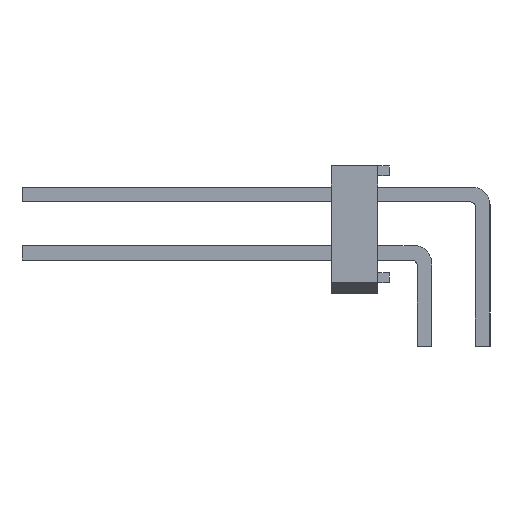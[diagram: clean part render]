
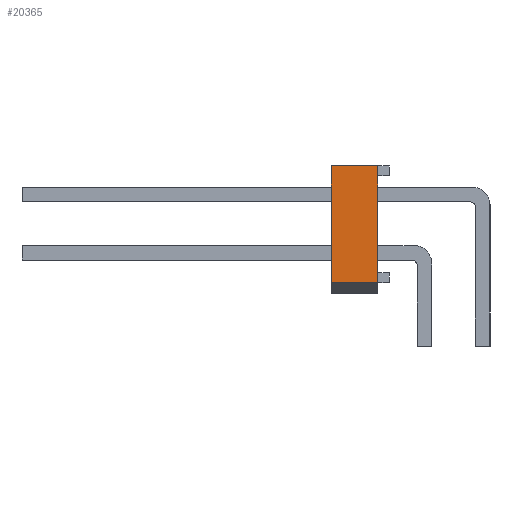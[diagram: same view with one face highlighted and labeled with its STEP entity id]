
A CAD part, left-side view. The second image highlights one B-rep face of the part: STEP entity #20365.
In plain terms, the highlighted face is planar.
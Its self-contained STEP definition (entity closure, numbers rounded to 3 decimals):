
#10772 = VERTEX_POINT('',#10773);
#10773 = CARTESIAN_POINT('',(20.32,2.54,-2.54));
#10779 = EDGE_CURVE('',#10772,#10780,#10782,.T.);
#10780 = VERTEX_POINT('',#10781);
#10781 = CARTESIAN_POINT('',(20.32,0.508,-2.54));
#10782 = LINE('',#10783,#10784);
#10783 = CARTESIAN_POINT('',(20.32,2.54,-2.54));
#10784 = VECTOR('',#10785,1.);
#10785 = DIRECTION('',(0.,-1.,0.));
#20330 = VERTEX_POINT('',#20331);
#20331 = CARTESIAN_POINT('',(20.32,0.508,2.54));
#20339 = EDGE_CURVE('',#20340,#20330,#20342,.T.);
#20340 = VERTEX_POINT('',#20341);
#20341 = CARTESIAN_POINT('',(20.32,2.54,2.54));
#20342 = LINE('',#20343,#20344);
#20343 = CARTESIAN_POINT('',(20.32,2.54,2.54));
#20344 = VECTOR('',#20345,1.);
#20345 = DIRECTION('',(0.,-1.,0.));
#20365 = ADVANCED_FACE('',(#20366),#20382,.F.);
#20366 = FACE_BOUND('',#20367,.T.);
#20367 = EDGE_LOOP('',(#20368,#20374,#20375,#20381));
#20368 = ORIENTED_EDGE('',*,*,#20369,.F.);
#20369 = EDGE_CURVE('',#10780,#20330,#20370,.T.);
#20370 = LINE('',#20371,#20372);
#20371 = CARTESIAN_POINT('',(20.32,0.508,2.54));
#20372 = VECTOR('',#20373,1.);
#20373 = DIRECTION('',(0.,0.,1.));
#20374 = ORIENTED_EDGE('',*,*,#10779,.F.);
#20375 = ORIENTED_EDGE('',*,*,#20376,.F.);
#20376 = EDGE_CURVE('',#20340,#10772,#20377,.T.);
#20377 = LINE('',#20378,#20379);
#20378 = CARTESIAN_POINT('',(20.32,2.54,2.54));
#20379 = VECTOR('',#20380,1.);
#20380 = DIRECTION('',(0.,0.,-1.));
#20381 = ORIENTED_EDGE('',*,*,#20339,.T.);
#20382 = PLANE('',#20383);
#20383 = AXIS2_PLACEMENT_3D('',#20384,#20385,#20386);
#20384 = CARTESIAN_POINT('',(20.32,2.54,2.54));
#20385 = DIRECTION('',(-1.,0.,0.));
#20386 = DIRECTION('',(0.,0.,1.));
